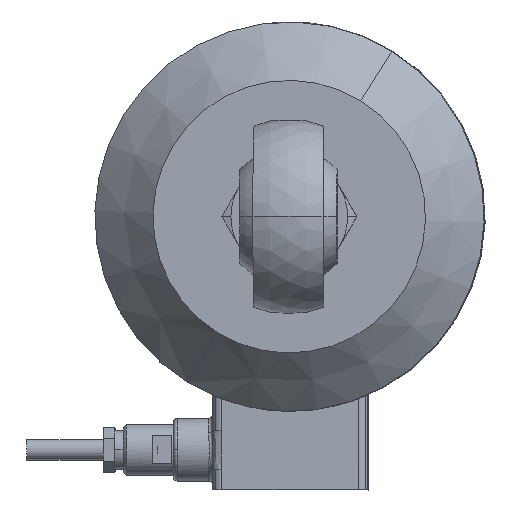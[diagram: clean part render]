
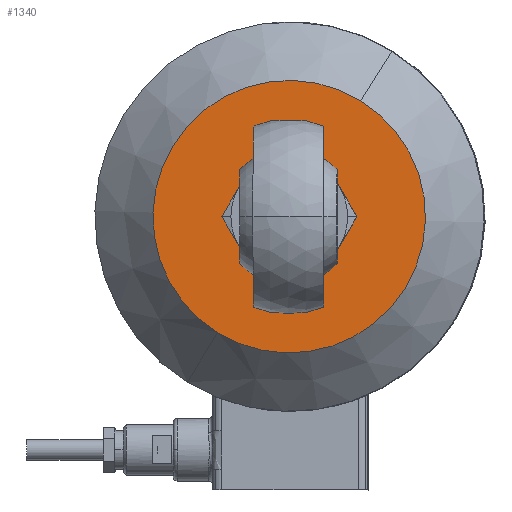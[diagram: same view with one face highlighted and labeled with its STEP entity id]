
A CAD part, left-side view. The second image highlights one B-rep face of the part: STEP entity #1340.
In plain terms, the highlighted face is planar.
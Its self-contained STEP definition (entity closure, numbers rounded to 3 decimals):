
#1340=ADVANCED_FACE('4:303',(#2611,#2612),#2613,.T.);
#2611=FACE_BOUND('',#4083,.T.);
#2612=FACE_OUTER_BOUND('',#4084,.T.);
#2613=PLANE('',#4085);
#4083=EDGE_LOOP('',(#7130,#7131));
#4084=EDGE_LOOP('',(#7132,#7133));
#4085=AXIS2_PLACEMENT_3D('',#7134,#7135,#7136);
#7130=ORIENTED_EDGE('',*,*,#8496,.T.);
#7131=ORIENTED_EDGE('',*,*,#8483,.T.);
#7132=ORIENTED_EDGE('',*,*,#8555,.F.);
#7133=ORIENTED_EDGE('',*,*,#8111,.F.);
#7134=CARTESIAN_POINT('',(0.,81.48,8.75));
#7135=DIRECTION('',(-1.0,0.,0.));
#7136=DIRECTION('',(0.,0.866,-0.5));
#8111=EDGE_CURVE('',#9760,#9758,#9762,.T.);
#8483=EDGE_CURVE('',#10231,#10233,#10235,.T.);
#8496=EDGE_CURVE('4:381',#10233,#10231,#10248,.T.);
#8555=EDGE_CURVE('4:363',#9758,#9760,#10308,.T.);
#9758=VERTEX_POINT('',#12420);
#9760=VERTEX_POINT('',#12423);
#9762=CIRCLE('',#12426,35.0);
#10231=VERTEX_POINT('',#13099);
#10233=VERTEX_POINT('',#13102);
#10235=CIRCLE('',#13105,9.25);
#10248=CIRCLE('',#13121,9.25);
#10308=CIRCLE('',#13235,35.0);
#12420=CARTESIAN_POINT('',(0.,66.325,17.5));
#12423=CARTESIAN_POINT('',(0.,126.947,-17.5));
#12426=AXIS2_PLACEMENT_3D('',#14298,#14299,#14300);
#13099=CARTESIAN_POINT('',(0.,88.625,4.625));
#13102=CARTESIAN_POINT('',(0.,104.646,-4.625));
#13105=AXIS2_PLACEMENT_3D('',#14785,#14786,#14787);
#13121=AXIS2_PLACEMENT_3D('',#14800,#14801,#14802);
#13235=AXIS2_PLACEMENT_3D('',#14830,#14831,#14832);
#14298=CARTESIAN_POINT('',(0.,96.636,0.));
#14299=DIRECTION('',(1.0,0.,0.));
#14300=DIRECTION('',(0.,-0.866,0.5));
#14785=CARTESIAN_POINT('',(0.,96.636,0.));
#14786=DIRECTION('',(1.0,0.,0.));
#14787=DIRECTION('',(0.,-0.866,0.5));
#14800=CARTESIAN_POINT('',(0.,96.636,0.));
#14801=DIRECTION('',(1.0,0.,0.));
#14802=DIRECTION('',(0.,-0.866,0.5));
#14830=CARTESIAN_POINT('',(0.,96.636,0.));
#14831=DIRECTION('',(1.0,0.,0.));
#14832=DIRECTION('',(0.,-0.866,0.5));
